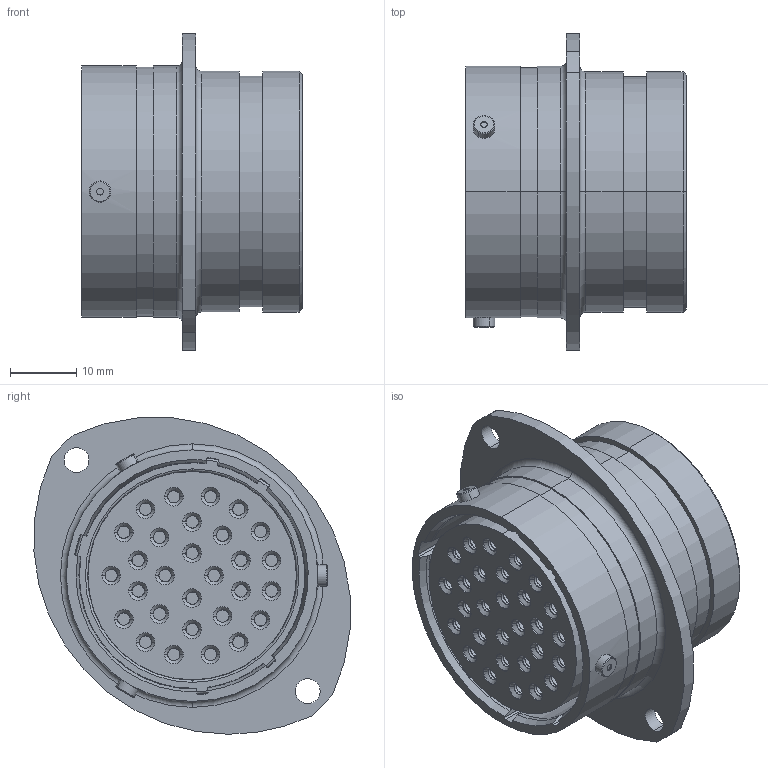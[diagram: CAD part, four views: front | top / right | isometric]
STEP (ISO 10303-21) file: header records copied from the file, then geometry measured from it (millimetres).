
FILE_DESCRIPTION (( 'STEP AP214' ), '1' );
FILE_NAME ('AS024-29SD.STEP', '2020-11-10T15:31:47', ( 'TE Connectivity' ), ( 'TE Connectivity' ), 'SwSTEP 2.0', 'SolidWorks 2016', '' );
FILE_SCHEMA (( 'AUTOMOTIVE_DESIGN' ));
Length unit declared in the file: millimetre
Products named in the file (1): AS024-29SD
Bounding box: 33.31 x 47.72 x 47.79 mm (x, y, z)
Volume: 26091.1 mm3; surface area: 28711.2 mm2
Topology: 9 solids, 9 shells, 1124 faces, 2431 edges, 1367 vertices
Faces by surface type: cylinder 456, torus 372, cone 194, plane 90, sphere 12
Entity records: 43504 total; most frequent: DIRECTION 6322, CARTESIAN_POINT 5241, ORIENTED_EDGE 4850, AXIS2_PLACEMENT_3D 2810, EDGE_CURVE 2425, CIRCLE 1685, VERTEX_POINT 1367, EDGE_LOOP 1304
